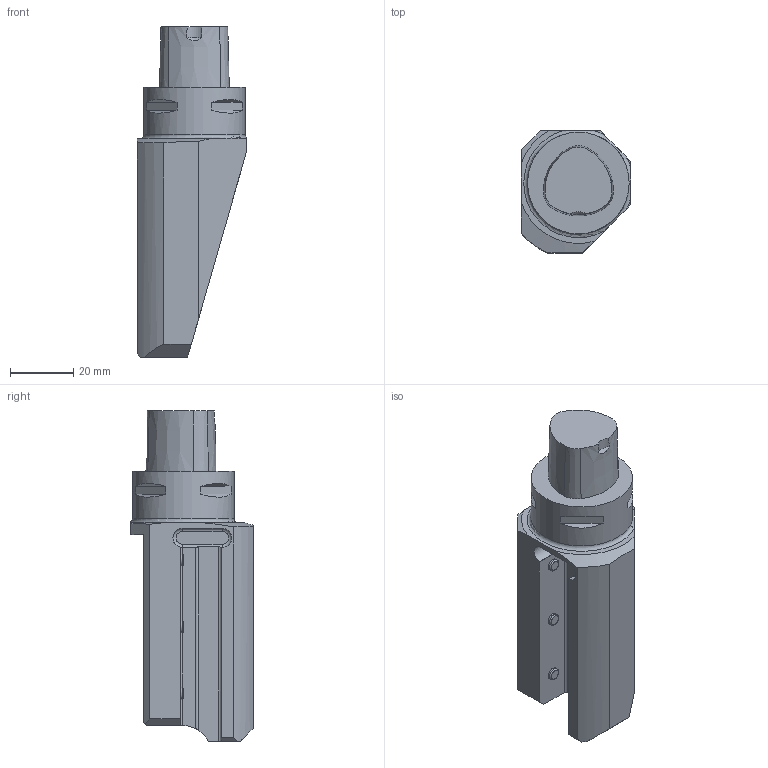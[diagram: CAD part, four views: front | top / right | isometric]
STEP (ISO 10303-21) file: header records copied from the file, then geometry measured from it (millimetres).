
FILE_DESCRIPTION(/* description */ (''),/* implementation_level */ '2;1');
FILE_NAME(/* name */ '1527162303503.stp',/* time_stamp */ '2018-05-24T13:45:09+02:00',/* author */ (''),/* organization */ ('SMS'),/* preprocessor_version */ 'ST-DEVELOPER v15',/* originating_system */ 'SIEMENS PLM Software NX 8.5',/* authorisation */ '');
FILE_SCHEMA (('AUTOMOTIVE_DESIGN { 1 0 10303 214 3 1 1 1 }'));
Length unit declared in the file: millimetre
Products named in the file (1): 112029877mod000_00
Bounding box: 34.5 x 38.5 x 104 mm (x, y, z)
Volume: 64004.1 mm3; surface area: 13826.6 mm2
Topology: 1 solids, 1 shells, 129 faces, 299 edges, 186 vertices
Faces by surface type: plane 68, cone 36, cylinder 18, torus 7
Full cylindrical faces by diameter (mm): 3.85 x3, 5.1 x3, 32 x1
Entity records: 3704 total; most frequent: CARTESIAN_POINT 880, DIRECTION 580, ORIENTED_EDGE 538, EDGE_CURVE 269, AXIS2_PLACEMENT_3D 230, VERTEX_POINT 176, EDGE_LOOP 160, ADVANCED_FACE 129
